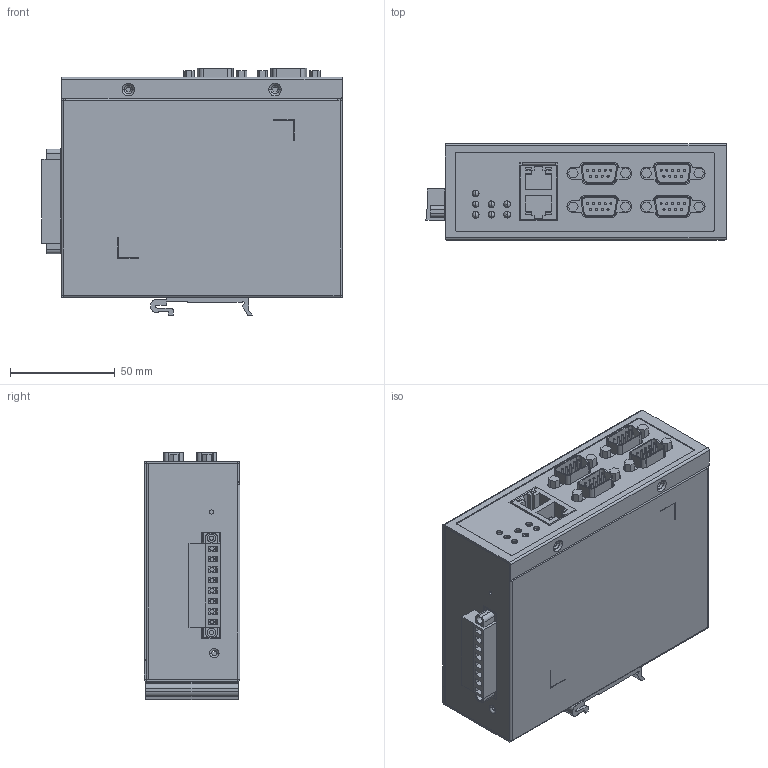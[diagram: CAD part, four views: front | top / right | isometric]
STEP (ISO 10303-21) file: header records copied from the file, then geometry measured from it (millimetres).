
FILE_DESCRIPTION((''),'2;1');
FILE_NAME('PRT0001','2011-02-24T',('Chialu_Chang'),(''),'PRO/ENGINEER BY PARAMETRIC TECHNOLOGY CORPORATION, 2004440','PRO/ENGINEER BY PARAMETRIC TECHNOLOGY CORPORATION, 2004440','');
FILE_SCHEMA(('CONFIG_CONTROL_DESIGN'));
Length unit declared in the file: millimetre
Products named in the file (1): PRT0001
Bounding box: 143.25 x 45.8 x 118.1 mm (x, y, z)
Surface area: 173853.5 mm2 (no closed solid volume)
Topology: 0 solids, 50 shells, 2508 faces, 6191 edges, 4030 vertices
Faces by surface type: plane 1620, cylinder 820, torus 42, bspline 14, cone 12
Entity records: 74772 total; most frequent: CARTESIAN_POINT 13243, DIRECTION 13001, ORIENTED_EDGE 12382, EDGE_CURVE 6191, AXIS2_PLACEMENT_3D 4334, VECTOR 4333, LINE 4333, VERTEX_POINT 4030
